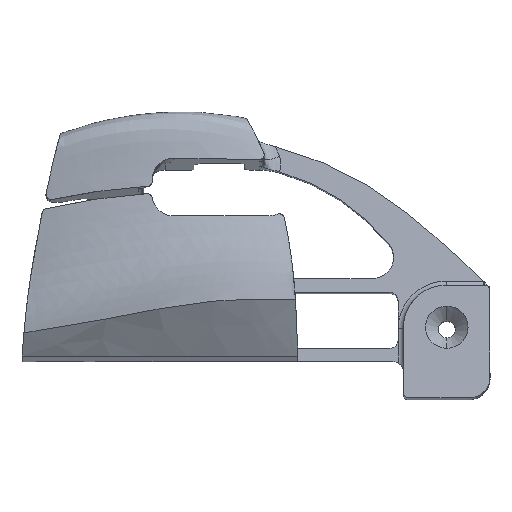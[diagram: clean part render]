
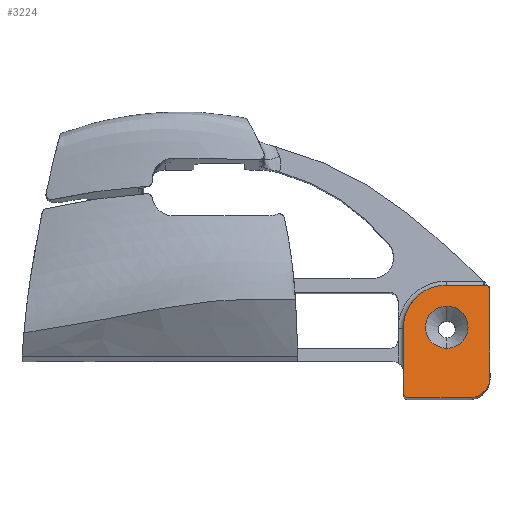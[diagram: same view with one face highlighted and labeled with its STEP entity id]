
A CAD part, left-side view. The second image highlights one B-rep face of the part: STEP entity #3224.
In plain terms, the highlighted planar face has unit normal (-0.985, 0, 0.174).
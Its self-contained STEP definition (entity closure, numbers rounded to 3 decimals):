
#153 = CARTESIAN_POINT ( 'NONE',  ( -48.026, -34.844, 41.511 ) ) ;
#266 = EDGE_CURVE ( 'NONE', #12068, #3653, #794, .T. ) ;
#761 = EDGE_CURVE ( 'NONE', #21342, #23477, #14032, .T. ) ;
#769 = VERTEX_POINT ( 'NONE', #15489 ) ;
#794 = LINE ( 'NONE', #21218, #14815 ) ;
#942 = CARTESIAN_POINT ( 'NONE',  ( -48.721, -34.944, 37.572 ) ) ;
#1885 = DIRECTION ( 'NONE',  ( 0.985, 0., -0.174 ) ) ;
#2710 = CARTESIAN_POINT ( 'NONE',  ( -49.416, -34.944, 33.632 ) ) ;
#3224 = ADVANCED_FACE ( 'NONE', ( #16759, #7031 ), #22099, .T. ) ;
#3347 = AXIS2_PLACEMENT_3D ( 'NONE', #3771, #5128, #23757 ) ;
#3487 = AXIS2_PLACEMENT_3D ( 'NONE', #9187, #1885, #24031 ) ;
#3653 = VERTEX_POINT ( 'NONE', #4456 ) ;
#3739 = VERTEX_POINT ( 'NONE', #8316 ) ;
#3771 = CARTESIAN_POINT ( 'NONE',  ( -49.416, -34.844, 33.632 ) ) ;
#4345 = DIRECTION ( 'NONE',  ( 0.174, 0., 0.985 ) ) ;
#4456 = CARTESIAN_POINT ( 'NONE',  ( -48.2, -43.044, 40.526 ) ) ;
#4492 = CIRCLE ( 'NONE', #16490, 1. ) ;
#4878 = AXIS2_PLACEMENT_3D ( 'NONE', #9462, #15299, #4345 ) ;
#5128 = DIRECTION ( 'NONE',  ( -0.985, 0., 0.174 ) ) ;
#5669 = ORIENTED_EDGE ( 'NONE', *, *, #17979, .T. ) ;
#5837 = EDGE_CURVE ( 'NONE', #23477, #21342, #13195, .T. ) ;
#6940 = CARTESIAN_POINT ( 'NONE',  ( -50.11, -34.944, 29.693 ) ) ;
#7031 = FACE_OUTER_BOUND ( 'NONE', #13423, .T. ) ;
#7083 = ORIENTED_EDGE ( 'NONE', *, *, #19919, .T. ) ;
#7836 = AXIS2_PLACEMENT_3D ( 'NONE', #2710, #12057, #15369 ) ;
#8047 = VERTEX_POINT ( 'NONE', #16309 ) ;
#8281 = CARTESIAN_POINT ( 'NONE',  ( -49.416, -26.844, 33.632 ) ) ;
#8316 = CARTESIAN_POINT ( 'NONE',  ( -51.745, -27.844, 20.424 ) ) ;
#9093 = DIRECTION ( 'NONE',  ( -0.985, 0., 0.174 ) ) ;
#9187 = CARTESIAN_POINT ( 'NONE',  ( -49.416, -34.944, 33.632 ) ) ;
#9211 = VECTOR ( 'NONE', #11634, 1000. ) ;
#9256 = CARTESIAN_POINT ( 'NONE',  ( -48.2, -42.044, 40.526 ) ) ;
#9462 = CARTESIAN_POINT ( 'NONE',  ( -51.067, -39.144, 24.265 ) ) ;
#9521 = EDGE_CURVE ( 'NONE', #8047, #18971, #13164, .T. ) ;
#10335 = CIRCLE ( 'NONE', #3347, 8. ) ;
#10802 = DIRECTION ( 'NONE',  ( 0.174, 0., 0.985 ) ) ;
#11255 = CARTESIAN_POINT ( 'NONE',  ( -48.026, -34.844, 41.511 ) ) ;
#11375 = ORIENTED_EDGE ( 'NONE', *, *, #18173, .T. ) ;
#11442 = VECTOR ( 'NONE', #22443, 1000. ) ;
#11477 = CIRCLE ( 'NONE', #4878, 3.9 ) ;
#11634 = DIRECTION ( 'NONE',  ( 0., -1., 0. ) ) ;
#11743 = ORIENTED_EDGE ( 'NONE', *, *, #16162, .T. ) ;
#11848 = CIRCLE ( 'NONE', #13801, 1. ) ;
#12057 = DIRECTION ( 'NONE',  ( 0.985, 0., -0.174 ) ) ;
#12068 = VERTEX_POINT ( 'NONE', #12394 ) ;
#12394 = CARTESIAN_POINT ( 'NONE',  ( -51.067, -43.044, 24.265 ) ) ;
#12491 = DIRECTION ( 'NONE',  ( 0.174, 0., 0.985 ) ) ;
#12629 = DIRECTION ( 'NONE',  ( -0.985, 0., 0.174 ) ) ;
#13164 = LINE ( 'NONE', #153, #21531 ) ;
#13195 = CIRCLE ( 'NONE', #3487, 4. ) ;
#13256 = EDGE_CURVE ( 'NONE', #3653, #8047, #4492, .T. ) ;
#13279 = AXIS2_PLACEMENT_3D ( 'NONE', #20160, #9093, #12491 ) ;
#13286 = ORIENTED_EDGE ( 'NONE', *, *, #9521, .T. ) ;
#13423 = EDGE_LOOP ( 'NONE', ( #21078, #14406, #13286, #7083, #11743, #5669, #21163, #11375 ) ) ;
#13801 = AXIS2_PLACEMENT_3D ( 'NONE', #14813, #12629, #10802 ) ;
#13825 = LINE ( 'NONE', #20887, #9211 ) ;
#14032 = CIRCLE ( 'NONE', #7836, 4. ) ;
#14406 = ORIENTED_EDGE ( 'NONE', *, *, #13256, .T. ) ;
#14669 = CARTESIAN_POINT ( 'NONE',  ( -50.52, -26.844, 27.368 ) ) ;
#14813 = CARTESIAN_POINT ( 'NONE',  ( -51.571, -27.844, 21.409 ) ) ;
#14815 = VECTOR ( 'NONE', #21340, 1000. ) ;
#14861 = ORIENTED_EDGE ( 'NONE', *, *, #761, .T. ) ;
#15070 = VERTEX_POINT ( 'NONE', #8281 ) ;
#15299 = DIRECTION ( 'NONE',  ( -0.985, 0., 0.174 ) ) ;
#15329 = DIRECTION ( 'NONE',  ( -0.985, 0., 0.174 ) ) ;
#15369 = DIRECTION ( 'NONE',  ( 0.174, 0., 0.985 ) ) ;
#15401 = VERTEX_POINT ( 'NONE', #17191 ) ;
#15489 = CARTESIAN_POINT ( 'NONE',  ( -51.745, -39.144, 20.424 ) ) ;
#16162 = EDGE_CURVE ( 'NONE', #15070, #15401, #18667, .T. ) ;
#16309 = CARTESIAN_POINT ( 'NONE',  ( -48.026, -42.044, 41.511 ) ) ;
#16490 = AXIS2_PLACEMENT_3D ( 'NONE', #9256, #15329, #20440 ) ;
#16759 = FACE_BOUND ( 'NONE', #20698, .T. ) ;
#17191 = CARTESIAN_POINT ( 'NONE',  ( -51.571, -26.844, 21.409 ) ) ;
#17979 = EDGE_CURVE ( 'NONE', #15401, #3739, #11848, .T. ) ;
#18173 = EDGE_CURVE ( 'NONE', #769, #12068, #11477, .T. ) ;
#18667 = LINE ( 'NONE', #14669, #11442 ) ;
#18971 = VERTEX_POINT ( 'NONE', #11255 ) ;
#19841 = ORIENTED_EDGE ( 'NONE', *, *, #5837, .T. ) ;
#19919 = EDGE_CURVE ( 'NONE', #18971, #15070, #10335, .T. ) ;
#20160 = CARTESIAN_POINT ( 'NONE',  ( -51.016, -38.944, 24.556 ) ) ;
#20440 = DIRECTION ( 'NONE',  ( 0.174, 0., 0.985 ) ) ;
#20698 = EDGE_LOOP ( 'NONE', ( #19841, #14861 ) ) ;
#20887 = CARTESIAN_POINT ( 'NONE',  ( -51.745, -38.944, 20.424 ) ) ;
#21078 = ORIENTED_EDGE ( 'NONE', *, *, #266, .T. ) ;
#21163 = ORIENTED_EDGE ( 'NONE', *, *, #23382, .T. ) ;
#21218 = CARTESIAN_POINT ( 'NONE',  ( -51.016, -43.044, 24.556 ) ) ;
#21340 = DIRECTION ( 'NONE',  ( 0.174, 0., 0.985 ) ) ;
#21342 = VERTEX_POINT ( 'NONE', #6940 ) ;
#21531 = VECTOR ( 'NONE', #22410, 1000. ) ;
#22099 = PLANE ( 'NONE',  #13279 ) ;
#22410 = DIRECTION ( 'NONE',  ( 0., 1., 0. ) ) ;
#22443 = DIRECTION ( 'NONE',  ( -0.174, 0., -0.985 ) ) ;
#23382 = EDGE_CURVE ( 'NONE', #3739, #769, #13825, .T. ) ;
#23477 = VERTEX_POINT ( 'NONE', #942 ) ;
#23757 = DIRECTION ( 'NONE',  ( -0.174, 0., -0.985 ) ) ;
#24031 = DIRECTION ( 'NONE',  ( 0.174, 0., 0.985 ) ) ;
